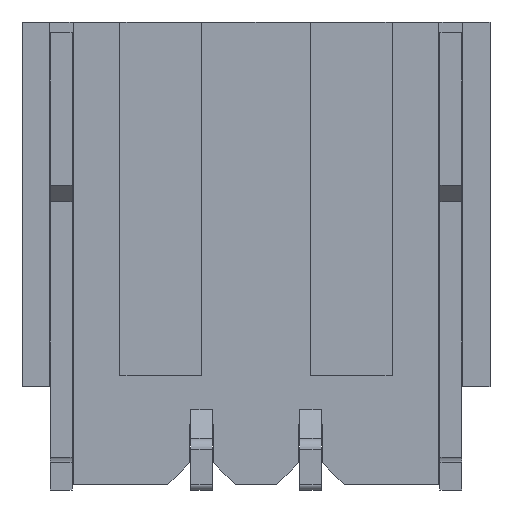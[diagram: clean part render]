
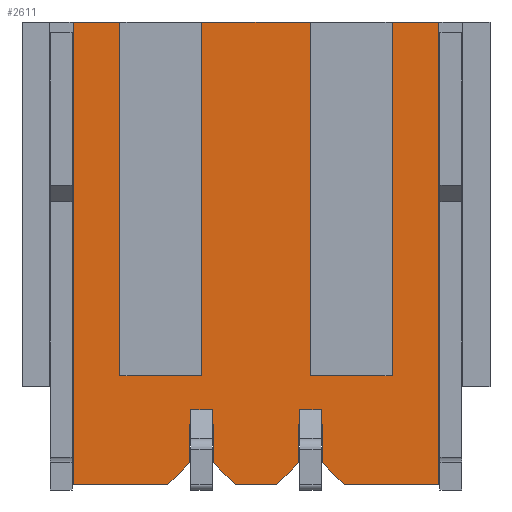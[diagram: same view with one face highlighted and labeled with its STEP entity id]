
A CAD part, front view. The second image highlights one B-rep face of the part: STEP entity #2611.
In plain terms, the highlighted planar face has unit normal (0, -1, 0).
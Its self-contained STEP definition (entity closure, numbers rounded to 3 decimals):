
#176=DIRECTION('',(0.,0.,-1.));
#177=VECTOR('',#176,4.25);
#178=CARTESIAN_POINT('',(-1.68,-1.35,0.));
#179=LINE('',#178,#177);
#318=DIRECTION('',(-1.,0.,0.));
#319=VECTOR('',#318,1.);
#320=CARTESIAN_POINT('',(0.5,-1.35,0.));
#321=LINE('',#320,#319);
#330=DIRECTION('',(-1.,0.,0.));
#331=VECTOR('',#330,0.43);
#332=CARTESIAN_POINT('',(-1.25,-1.35,0.));
#333=LINE('',#332,#331);
#370=DIRECTION('',(-1.,0.,0.));
#371=VECTOR('',#370,0.43);
#372=CARTESIAN_POINT('',(1.68,-1.35,0.));
#373=LINE('',#372,#371);
#466=DIRECTION('',(0.,0.,-1.));
#467=VECTOR('',#466,3.25);
#468=CARTESIAN_POINT('',(1.25,-1.35,0.));
#469=LINE('',#468,#467);
#470=DIRECTION('',(0.,0.,1.));
#471=VECTOR('',#470,0.139);
#472=CARTESIAN_POINT('',(0.6,-1.35,-3.7));
#473=LINE('',#472,#471);
#474=DIRECTION('',(-1.,0.,0.));
#475=VECTOR('',#474,0.2);
#476=CARTESIAN_POINT('',(0.6,-1.35,-3.561));
#477=LINE('',#476,#475);
#478=DIRECTION('',(0.,0.,1.));
#479=VECTOR('',#478,0.139);
#480=CARTESIAN_POINT('',(0.4,-1.35,-3.7));
#481=LINE('',#480,#479);
#482=DIRECTION('',(1.,0.,0.));
#483=VECTOR('',#482,0.01);
#484=CARTESIAN_POINT('',(0.39,-1.35,-3.7));
#485=LINE('',#484,#483);
#486=DIRECTION('',(0.,0.,1.));
#487=VECTOR('',#486,0.35);
#488=CARTESIAN_POINT('',(0.39,-1.35,-4.05));
#489=LINE('',#488,#487);
#490=DIRECTION('',(0.707,0.,0.707));
#491=VECTOR('',#490,0.283);
#492=CARTESIAN_POINT('',(0.19,-1.35,-4.25));
#493=LINE('',#492,#491);
#494=DIRECTION('',(-1.,0.,0.));
#495=VECTOR('',#494,0.38);
#496=CARTESIAN_POINT('',(0.19,-1.35,-4.25));
#497=LINE('',#496,#495);
#498=DIRECTION('',(0.707,0.,-0.707));
#499=VECTOR('',#498,0.283);
#500=CARTESIAN_POINT('',(-0.39,-1.35,-4.05));
#501=LINE('',#500,#499);
#502=DIRECTION('',(0.,0.,-1.));
#503=VECTOR('',#502,0.35);
#504=CARTESIAN_POINT('',(-0.39,-1.35,-3.7));
#505=LINE('',#504,#503);
#506=DIRECTION('',(1.,0.,0.));
#507=VECTOR('',#506,0.01);
#508=CARTESIAN_POINT('',(-0.4,-1.35,-3.7));
#509=LINE('',#508,#507);
#510=DIRECTION('',(0.,0.,1.));
#511=VECTOR('',#510,0.139);
#512=CARTESIAN_POINT('',(-0.4,-1.35,-3.7));
#513=LINE('',#512,#511);
#514=DIRECTION('',(-1.,0.,0.));
#515=VECTOR('',#514,0.2);
#516=CARTESIAN_POINT('',(-0.4,-1.35,-3.561));
#517=LINE('',#516,#515);
#518=DIRECTION('',(0.,0.,1.));
#519=VECTOR('',#518,0.139);
#520=CARTESIAN_POINT('',(-0.6,-1.35,-3.7));
#521=LINE('',#520,#519);
#522=DIRECTION('',(1.,0.,0.));
#523=VECTOR('',#522,0.01);
#524=CARTESIAN_POINT('',(-0.61,-1.35,-3.7));
#525=LINE('',#524,#523);
#526=DIRECTION('',(0.,0.,1.));
#527=VECTOR('',#526,0.35);
#528=CARTESIAN_POINT('',(-0.61,-1.35,-4.05));
#529=LINE('',#528,#527);
#530=DIRECTION('',(0.707,0.,0.707));
#531=VECTOR('',#530,0.283);
#532=CARTESIAN_POINT('',(-0.81,-1.35,-4.25));
#533=LINE('',#532,#531);
#534=DIRECTION('',(-1.,0.,0.));
#535=VECTOR('',#534,0.87);
#536=CARTESIAN_POINT('',(-0.81,-1.35,-4.25));
#537=LINE('',#536,#535);
#538=DIRECTION('',(0.,0.,-1.));
#539=VECTOR('',#538,3.25);
#540=CARTESIAN_POINT('',(-1.25,-1.35,0.));
#541=LINE('',#540,#539);
#542=DIRECTION('',(-1.,0.,0.));
#543=VECTOR('',#542,0.75);
#544=CARTESIAN_POINT('',(-0.5,-1.35,-3.25));
#545=LINE('',#544,#543);
#546=DIRECTION('',(0.,0.,-1.));
#547=VECTOR('',#546,3.25);
#548=CARTESIAN_POINT('',(0.5,-1.35,0.));
#549=LINE('',#548,#547);
#550=DIRECTION('',(-1.,0.,0.));
#551=VECTOR('',#550,0.75);
#552=CARTESIAN_POINT('',(1.25,-1.35,-3.25));
#553=LINE('',#552,#551);
#554=DIRECTION('',(-1.,0.,0.));
#555=VECTOR('',#554,0.87);
#556=CARTESIAN_POINT('',(1.68,-1.35,-4.25));
#557=LINE('',#556,#555);
#558=DIRECTION('',(0.707,0.,-0.707));
#559=VECTOR('',#558,0.283);
#560=CARTESIAN_POINT('',(0.61,-1.35,-4.05));
#561=LINE('',#560,#559);
#562=DIRECTION('',(0.,0.,-1.));
#563=VECTOR('',#562,0.35);
#564=CARTESIAN_POINT('',(0.61,-1.35,-3.7));
#565=LINE('',#564,#563);
#566=DIRECTION('',(1.,0.,0.));
#567=VECTOR('',#566,0.01);
#568=CARTESIAN_POINT('',(0.6,-1.35,-3.7));
#569=LINE('',#568,#567);
#1206=DIRECTION('',(0.,0.,1.));
#1207=VECTOR('',#1206,4.25);
#1208=CARTESIAN_POINT('',(1.68,-1.35,-4.25));
#1209=LINE('',#1208,#1207);
#1482=DIRECTION('',(0.,0.,-1.));
#1483=VECTOR('',#1482,3.25);
#1484=CARTESIAN_POINT('',(-0.5,-1.35,0.));
#1485=LINE('',#1484,#1483);
#1637=CARTESIAN_POINT('',(0.5,-1.35,0.));
#1639=VERTEX_POINT('',#1637);
#1640=CARTESIAN_POINT('',(-0.5,-1.35,0.));
#1641=VERTEX_POINT('',#1640);
#1645=CARTESIAN_POINT('',(-1.25,-1.35,0.));
#1647=VERTEX_POINT('',#1645);
#1648=CARTESIAN_POINT('',(-1.68,-1.35,0.));
#1649=VERTEX_POINT('',#1648);
#1662=CARTESIAN_POINT('',(1.68,-1.35,0.));
#1663=VERTEX_POINT('',#1662);
#1664=CARTESIAN_POINT('',(1.25,-1.35,0.));
#1665=VERTEX_POINT('',#1664);
#1676=CARTESIAN_POINT('',(-1.68,-1.35,-4.25));
#1677=VERTEX_POINT('',#1676);
#1678=CARTESIAN_POINT('',(1.68,-1.35,-4.25));
#1679=VERTEX_POINT('',#1678);
#1688=CARTESIAN_POINT('',(0.5,-1.35,-3.25));
#1689=VERTEX_POINT('',#1688);
#1690=CARTESIAN_POINT('',(-0.5,-1.35,-3.25));
#1691=VERTEX_POINT('',#1690);
#1692=CARTESIAN_POINT('',(-1.25,-1.35,-3.25));
#1693=VERTEX_POINT('',#1692);
#1694=CARTESIAN_POINT('',(1.25,-1.35,-3.25));
#1695=VERTEX_POINT('',#1694);
#1880=CARTESIAN_POINT('',(-0.81,-1.35,-4.25));
#1881=CARTESIAN_POINT('',(-0.61,-1.35,-4.05));
#1882=VERTEX_POINT('',#1880);
#1883=VERTEX_POINT('',#1881);
#1884=CARTESIAN_POINT('',(-0.61,-1.35,-3.7));
#1885=VERTEX_POINT('',#1884);
#1886=CARTESIAN_POINT('',(-0.39,-1.35,-3.7));
#1887=CARTESIAN_POINT('',(-0.39,-1.35,-4.05));
#1888=VERTEX_POINT('',#1886);
#1889=VERTEX_POINT('',#1887);
#1890=CARTESIAN_POINT('',(-0.19,-1.35,-4.25));
#1891=VERTEX_POINT('',#1890);
#1924=CARTESIAN_POINT('',(-0.4,-1.35,-3.7));
#1926=VERTEX_POINT('',#1924);
#1928=CARTESIAN_POINT('',(-0.6,-1.35,-3.7));
#1930=VERTEX_POINT('',#1928);
#1932=CARTESIAN_POINT('',(0.19,-1.35,-4.25));
#1933=CARTESIAN_POINT('',(0.39,-1.35,-4.05));
#1934=VERTEX_POINT('',#1932);
#1935=VERTEX_POINT('',#1933);
#1936=CARTESIAN_POINT('',(0.39,-1.35,-3.7));
#1937=VERTEX_POINT('',#1936);
#1938=CARTESIAN_POINT('',(0.61,-1.35,-3.7));
#1939=CARTESIAN_POINT('',(0.61,-1.35,-4.05));
#1940=VERTEX_POINT('',#1938);
#1941=VERTEX_POINT('',#1939);
#1942=CARTESIAN_POINT('',(0.81,-1.35,-4.25));
#1943=VERTEX_POINT('',#1942);
#1976=CARTESIAN_POINT('',(0.6,-1.35,-3.7));
#1978=VERTEX_POINT('',#1976);
#1980=CARTESIAN_POINT('',(0.4,-1.35,-3.7));
#1982=VERTEX_POINT('',#1980);
#2044=CARTESIAN_POINT('',(-0.4,-1.35,-3.561));
#2045=VERTEX_POINT('',#2044);
#2046=CARTESIAN_POINT('',(-0.6,-1.35,-3.561));
#2047=VERTEX_POINT('',#2046);
#2076=CARTESIAN_POINT('',(0.6,-1.35,-3.561));
#2077=VERTEX_POINT('',#2076);
#2078=CARTESIAN_POINT('',(0.4,-1.35,-3.561));
#2079=VERTEX_POINT('',#2078);
#2551=CARTESIAN_POINT('',(0.5,-1.35,0.));
#2552=DIRECTION('',(0.,1.,0.));
#2553=DIRECTION('',(-1.,0.,0.));
#2554=AXIS2_PLACEMENT_3D('',#2551,#2552,#2553);
#2555=PLANE('',#2554);
#2557=ORIENTED_EDGE('',*,*,#2556,.T.);
#2559=ORIENTED_EDGE('',*,*,#2558,.T.);
#2561=ORIENTED_EDGE('',*,*,#2560,.F.);
#2562=ORIENTED_EDGE('',*,*,#2157,.F.);
#2564=ORIENTED_EDGE('',*,*,#2563,.F.);
#2566=ORIENTED_EDGE('',*,*,#2565,.F.);
#2568=ORIENTED_EDGE('',*,*,#2567,.T.);
#2570=ORIENTED_EDGE('',*,*,#2569,.F.);
#2572=ORIENTED_EDGE('',*,*,#2571,.F.);
#2573=ORIENTED_EDGE('',*,*,#2188,.F.);
#2575=ORIENTED_EDGE('',*,*,#2574,.T.);
#2577=ORIENTED_EDGE('',*,*,#2576,.T.);
#2579=ORIENTED_EDGE('',*,*,#2578,.F.);
#2580=ORIENTED_EDGE('',*,*,#2180,.F.);
#2582=ORIENTED_EDGE('',*,*,#2581,.F.);
#2584=ORIENTED_EDGE('',*,*,#2583,.F.);
#2586=ORIENTED_EDGE('',*,*,#2585,.T.);
#2587=ORIENTED_EDGE('',*,*,#2262,.F.);
#2588=ORIENTED_EDGE('',*,*,#2427,.F.);
#2590=ORIENTED_EDGE('',*,*,#2589,.T.);
#2592=ORIENTED_EDGE('',*,*,#2591,.F.);
#2594=ORIENTED_EDGE('',*,*,#2593,.F.);
#2595=ORIENTED_EDGE('',*,*,#2419,.F.);
#2596=ORIENTED_EDGE('',*,*,#2487,.T.);
#2597=ORIENTED_EDGE('',*,*,#2504,.F.);
#2598=ORIENTED_EDGE('',*,*,#2546,.F.);
#2599=ORIENTED_EDGE('',*,*,#2445,.F.);
#2601=ORIENTED_EDGE('',*,*,#2600,.F.);
#2603=ORIENTED_EDGE('',*,*,#2602,.T.);
#2605=ORIENTED_EDGE('',*,*,#2604,.F.);
#2607=ORIENTED_EDGE('',*,*,#2606,.F.);
#2608=ORIENTED_EDGE('',*,*,#2165,.F.);
#2609=EDGE_LOOP('',(#2557,#2559,#2561,#2562,#2564,#2566,#2568,#2570,#2572,#2573,
#2575,#2577,#2579,#2580,#2582,#2584,#2586,#2587,#2588,#2590,#2592,#2594,#2595,
#2596,#2597,#2598,#2599,#2601,#2603,#2605,#2607,#2608));
#2610=FACE_OUTER_BOUND('',#2609,.F.);
#2611=ADVANCED_FACE('',(#2610),#2555,.F.);
#2157=EDGE_CURVE('',#1937,#1982,#485,.T.);
#2165=EDGE_CURVE('',#1978,#1940,#569,.T.);
#2180=EDGE_CURVE('',#1885,#1930,#525,.T.);
#2188=EDGE_CURVE('',#1926,#1888,#509,.T.);
#2262=EDGE_CURVE('',#1649,#1677,#179,.T.);
#2419=EDGE_CURVE('',#1639,#1641,#321,.T.);
#2427=EDGE_CURVE('',#1647,#1649,#333,.T.);
#2445=EDGE_CURVE('',#1663,#1665,#373,.T.);
#2487=EDGE_CURVE('',#1639,#1689,#549,.T.);
#2504=EDGE_CURVE('',#1695,#1689,#553,.T.);
#2546=EDGE_CURVE('',#1665,#1695,#469,.T.);
#2556=EDGE_CURVE('',#1978,#2077,#473,.T.);
#2558=EDGE_CURVE('',#2077,#2079,#477,.T.);
#2560=EDGE_CURVE('',#1982,#2079,#481,.T.);
#2563=EDGE_CURVE('',#1935,#1937,#489,.T.);
#2565=EDGE_CURVE('',#1934,#1935,#493,.T.);
#2567=EDGE_CURVE('',#1934,#1891,#497,.T.);
#2569=EDGE_CURVE('',#1889,#1891,#501,.T.);
#2571=EDGE_CURVE('',#1888,#1889,#505,.T.);
#2574=EDGE_CURVE('',#1926,#2045,#513,.T.);
#2576=EDGE_CURVE('',#2045,#2047,#517,.T.);
#2578=EDGE_CURVE('',#1930,#2047,#521,.T.);
#2581=EDGE_CURVE('',#1883,#1885,#529,.T.);
#2583=EDGE_CURVE('',#1882,#1883,#533,.T.);
#2585=EDGE_CURVE('',#1882,#1677,#537,.T.);
#2589=EDGE_CURVE('',#1647,#1693,#541,.T.);
#2591=EDGE_CURVE('',#1691,#1693,#545,.T.);
#2593=EDGE_CURVE('',#1641,#1691,#1485,.T.);
#2600=EDGE_CURVE('',#1679,#1663,#1209,.T.);
#2602=EDGE_CURVE('',#1679,#1943,#557,.T.);
#2604=EDGE_CURVE('',#1941,#1943,#561,.T.);
#2606=EDGE_CURVE('',#1940,#1941,#565,.T.);
